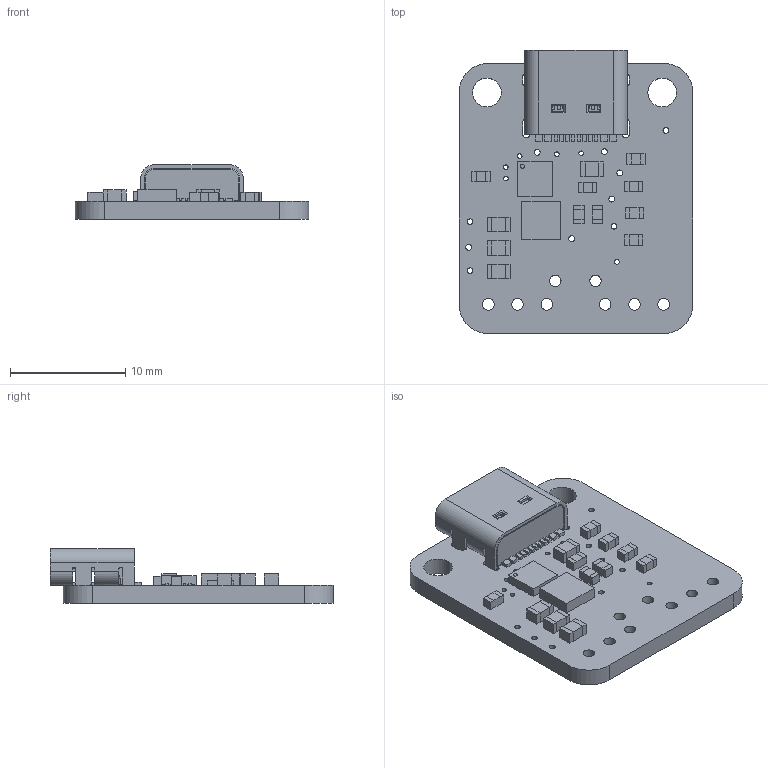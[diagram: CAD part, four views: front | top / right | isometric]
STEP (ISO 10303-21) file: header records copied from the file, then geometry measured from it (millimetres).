
FILE_DESCRIPTION (( 'STEP AP214' ), '1' );
FILE_NAME ('5807 HUSB238 Breakout.step', '2025-01-15T03:01:00', ( '' ), ( '' ), 'SwSTEP 2.0', 'SolidWorks 2025', '' );
FILE_SCHEMA (( 'AUTOMOTIVE_DESIGN' ));
Length unit declared in the file: centimetre
Products named in the file (8): USB Type C.step; HUSB238.step; 5807 HUSB238 Breakout; 5807 HUSB238 Breakout.step; 4.7uF.step; 14K.step; Board.step; AONR21307.step
Assembly tree (17 placements, depth 3):
  5807 HUSB238 Breakout
    5807 HUSB238 Breakout.step
      Board.step
      4.7uF.step  x4
      HUSB238.step
      14K.step  x8
      USB Type C.step
      AONR21307.step
Bounding box: 20.32 x 24.61 x 4.77 mm (x, y, z)
Volume: 849.6 mm3; surface area: 1785.2 mm2
Topology: 33 solids, 33 shells, 844 faces, 2218 edges, 1452 vertices
Faces by surface type: plane 572, cylinder 246, torus 10, cone 8, sphere 6, bspline 2
Entity records: 22371 total; most frequent: CARTESIAN_POINT 3869, DIRECTION 3802, ORIENTED_EDGE 3704, EDGE_CURVE 1852, VECTOR 1324, LINE 1324, AXIS2_PLACEMENT_3D 1239, VERTEX_POINT 1212
